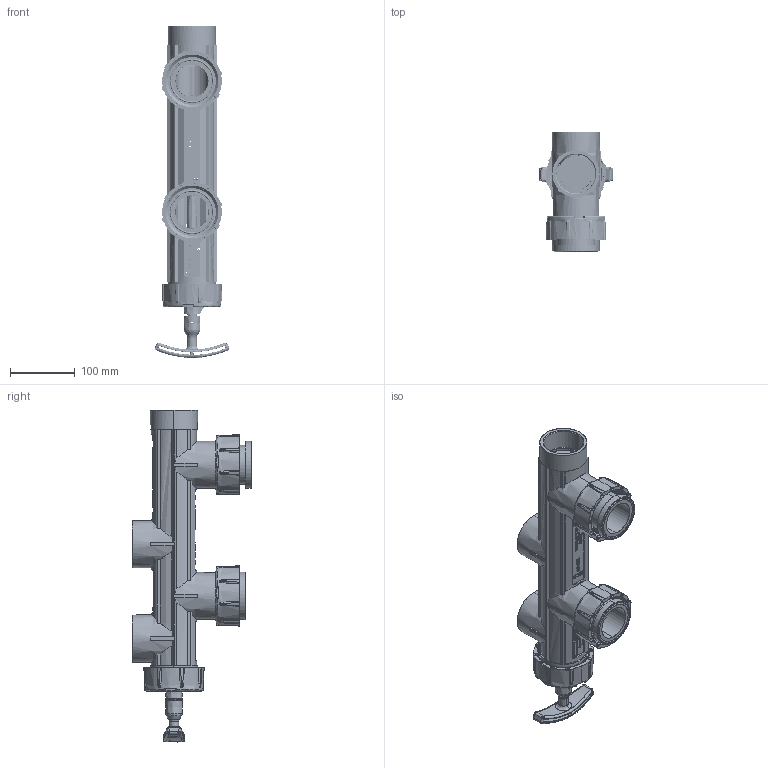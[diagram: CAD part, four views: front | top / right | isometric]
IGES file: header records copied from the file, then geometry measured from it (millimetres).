
Start section: SolidWorks IGES file using analytic representation for surfaces
Global section: file name: SVLV8 SLIDE VALVE.IGS; native system: SolidWorks 2016; preprocessor: SolidWorks 2016; author: Karl.Kendrick; date: 170619.123530; units: inch
Bounding box: 115.19 x 185.37 x 514.67 mm (x, y, z)
Surface area: 337556.5 mm2 (no closed solid volume)
Topology: 0 solids, 0 shells, 1610 faces, 42134 edges, 42128 vertices
Faces by surface type: bspline 1306, revolution 304
